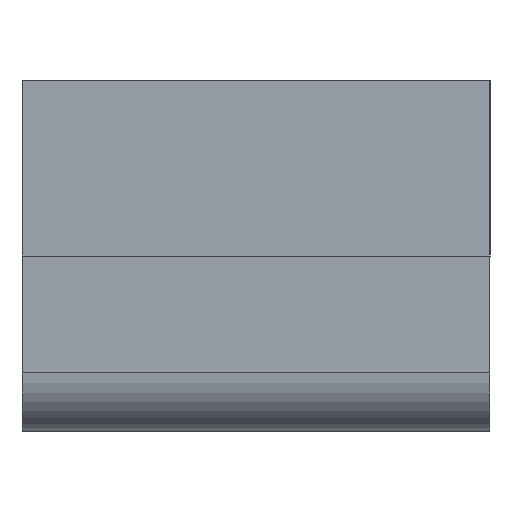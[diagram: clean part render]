
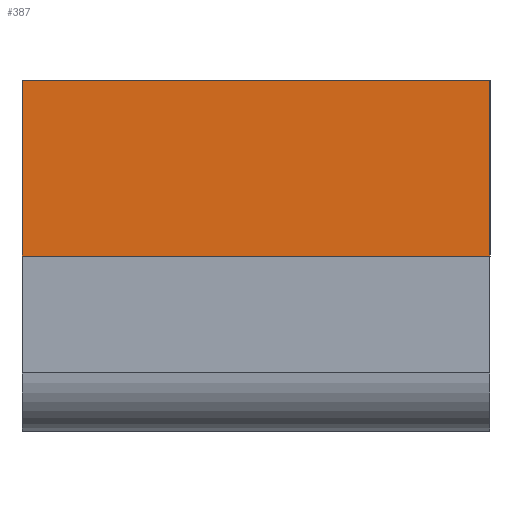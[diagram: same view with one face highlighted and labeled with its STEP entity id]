
A CAD part, left-side view. The second image highlights one B-rep face of the part: STEP entity #387.
In plain terms, the highlighted planar face has unit normal (-1, 0, 0).
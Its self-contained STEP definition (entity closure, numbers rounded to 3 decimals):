
#57=FACE_OUTER_BOUND('',#80,.T.);
#80=EDGE_LOOP('',(#324,#325,#326,#327));
#99=LINE('',#599,#137);
#115=LINE('',#640,#153);
#119=LINE('',#653,#157);
#120=LINE('',#654,#158);
#137=VECTOR('',#479,10.);
#153=VECTOR('',#521,10.);
#157=VECTOR('',#537,10.);
#158=VECTOR('',#538,10.);
#181=VERTEX_POINT('',#596);
#182=VERTEX_POINT('',#598);
#194=VERTEX_POINT('',#638);
#197=VERTEX_POINT('',#652);
#219=EDGE_CURVE('',#182,#181,#99,.T.);
#240=EDGE_CURVE('',#194,#181,#115,.T.);
#246=EDGE_CURVE('',#197,#182,#119,.T.);
#247=EDGE_CURVE('',#197,#194,#120,.T.);
#324=ORIENTED_EDGE('',*,*,#246,.T.);
#325=ORIENTED_EDGE('',*,*,#219,.T.);
#326=ORIENTED_EDGE('',*,*,#240,.F.);
#327=ORIENTED_EDGE('',*,*,#247,.F.);
#369=PLANE('',#436);
#387=ADVANCED_FACE('',(#57),#369,.T.);
#436=AXIS2_PLACEMENT_3D('',#651,#535,#536);
#479=DIRECTION('',(0.,0.,1.));
#521=DIRECTION('',(0.,-1.,0.));
#535=DIRECTION('center_axis',(-1.,0.,0.));
#536=DIRECTION('ref_axis',(0.,-1.,0.));
#537=DIRECTION('',(0.,-1.,0.));
#538=DIRECTION('',(0.,0.,1.));
#596=CARTESIAN_POINT('',(0.,0.,3.));
#598=CARTESIAN_POINT('',(0.,0.,0.));
#599=CARTESIAN_POINT('',(0.,0.,0.));
#638=CARTESIAN_POINT('',(0.,8.,3.));
#640=CARTESIAN_POINT('',(0.,8.,3.));
#651=CARTESIAN_POINT('Origin',(0.,8.,0.));
#652=CARTESIAN_POINT('',(0.,8.,0.));
#653=CARTESIAN_POINT('',(0.,8.,0.));
#654=CARTESIAN_POINT('',(0.,8.,0.));
